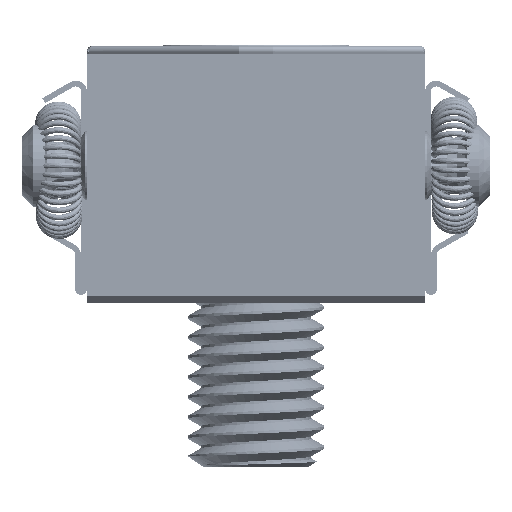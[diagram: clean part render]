
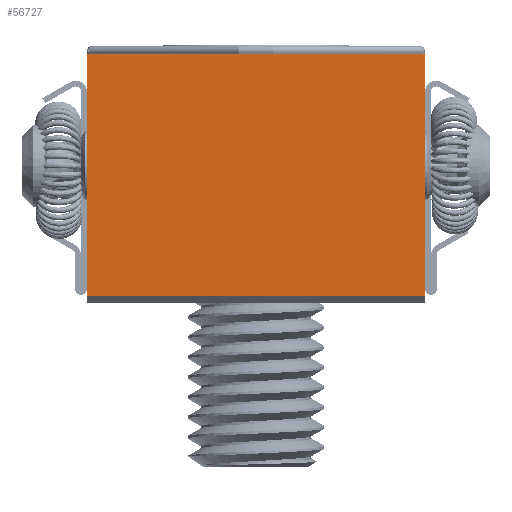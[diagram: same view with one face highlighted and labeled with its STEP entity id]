
A CAD part, left-side view. The second image highlights one B-rep face of the part: STEP entity #56727.
In plain terms, the highlighted face is planar.
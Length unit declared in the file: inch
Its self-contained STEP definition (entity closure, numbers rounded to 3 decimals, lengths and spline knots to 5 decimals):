
#4837 = CARTESIAN_POINT ( 'NONE',  ( 1.16535, 0.83465, 0. ) ) ;
#5883 = EDGE_CURVE ( 'NONE', #9886, #38771, #49460, .T. ) ;
#6934 = LINE ( 'NONE', #12509, #18362 ) ;
#9886 = VERTEX_POINT ( 'NONE', #50191 ) ;
#10516 = AXIS2_PLACEMENT_3D ( 'NONE', #59383, #44877, #15624 ) ;
#10989 = EDGE_CURVE ( 'NONE', #43522, #9886, #35040, .T. ) ;
#11854 = CARTESIAN_POINT ( 'NONE',  ( 0., 0.43701, 0. ) ) ;
#12509 = CARTESIAN_POINT ( 'NONE',  ( 0.58268, 0.83465, 0. ) ) ;
#12597 = ORIENTED_EDGE ( 'NONE', *, *, #43096, .F. ) ;
#12883 = DIRECTION ( 'NONE',  ( 1., 0., 0. ) ) ;
#15624 = DIRECTION ( 'NONE',  ( 1., 0., 0. ) ) ;
#16671 = CARTESIAN_POINT ( 'NONE',  ( 1.16535, 0.43701, 0. ) ) ;
#18362 = VECTOR ( 'NONE', #56432, 39.37008 ) ;
#22424 = VERTEX_POINT ( 'NONE', #45599 ) ;
#25151 = ORIENTED_EDGE ( 'NONE', *, *, #48050, .F. ) ;
#27616 = CARTESIAN_POINT ( 'NONE',  ( 0.58268, 0., 0. ) ) ;
#31981 = VECTOR ( 'NONE', #12883, 39.37008 ) ;
#35040 = LINE ( 'NONE', #27616, #31981 ) ;
#38771 = VERTEX_POINT ( 'NONE', #4837 ) ;
#39138 = ORIENTED_EDGE ( 'NONE', *, *, #5883, .F. ) ;
#42814 = FACE_OUTER_BOUND ( 'NONE', #43422, .T. ) ;
#43096 = EDGE_CURVE ( 'NONE', #38771, #22424, #6934, .T. ) ;
#43422 = EDGE_LOOP ( 'NONE', ( #39138, #49188, #25151, #12597 ) ) ;
#43522 = VERTEX_POINT ( 'NONE', #53402 ) ;
#44668 = PLANE ( 'NONE',  #10516 ) ;
#44877 = DIRECTION ( 'NONE',  ( 0., 0., 1. ) ) ;
#45599 = CARTESIAN_POINT ( 'NONE',  ( 0., 0.83465, 0. ) ) ;
#45904 = DIRECTION ( 'NONE',  ( 0., 1., 0. ) ) ;
#48050 = EDGE_CURVE ( 'NONE', #22424, #43522, #48465, .T. ) ;
#48465 = LINE ( 'NONE', #11854, #61467 ) ;
#49188 = ORIENTED_EDGE ( 'NONE', *, *, #10989, .F. ) ;
#49460 = LINE ( 'NONE', #16671, #59377 ) ;
#50191 = CARTESIAN_POINT ( 'NONE',  ( 1.16535, 0., 0. ) ) ;
#53402 = CARTESIAN_POINT ( 'NONE',  ( 0., 0., 0. ) ) ;
#55581 = DIRECTION ( 'NONE',  ( 0., -1., 0. ) ) ;
#56432 = DIRECTION ( 'NONE',  ( -1., 0., 0. ) ) ;
#56727 = ADVANCED_FACE ( 'NONE', ( #42814 ), #44668, .F. ) ;
#59377 = VECTOR ( 'NONE', #45904, 39.37008 ) ;
#59383 = CARTESIAN_POINT ( 'NONE',  ( 0.58268, 0.43701, 0. ) ) ;
#61467 = VECTOR ( 'NONE', #55581, 39.37008 ) ;
